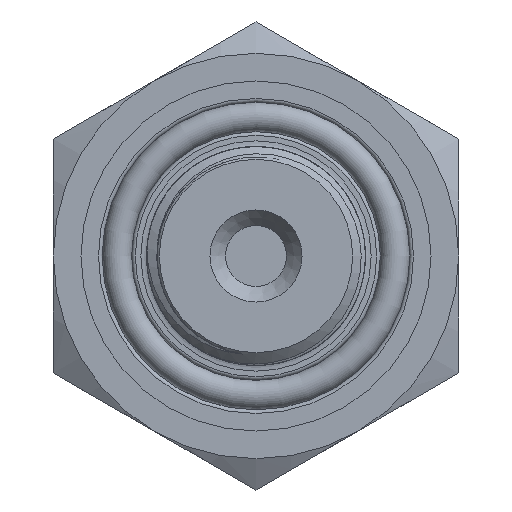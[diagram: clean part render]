
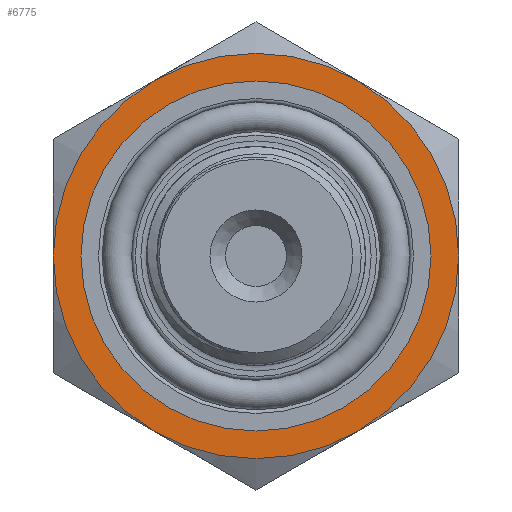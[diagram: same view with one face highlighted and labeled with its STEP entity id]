
A CAD part, left-side view. The second image highlights one B-rep face of the part: STEP entity #6775.
In plain terms, the highlighted planar face has unit normal (-1, 0, 0).
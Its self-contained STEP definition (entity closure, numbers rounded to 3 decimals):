
#346=FACE_BOUND('',#1197,.T.);
#393=PLANE('',#7000);
#780=FACE_OUTER_BOUND('',#1196,.T.);
#1196=EDGE_LOOP('',(#6230,#6231,#6232,#6233,#6234,#6235));
#1197=EDGE_LOOP('',(#6236));
#1267=CIRCLE('',#6931,11.);
#1268=CIRCLE('',#6933,11.);
#1269=CIRCLE('',#6935,11.);
#1270=CIRCLE('',#6937,11.);
#1271=CIRCLE('',#6939,11.);
#1272=CIRCLE('',#6941,11.);
#1301=CIRCLE('',#6999,9.5);
#3186=VERTEX_POINT('',#17465);
#3187=VERTEX_POINT('',#17469);
#3189=VERTEX_POINT('',#17476);
#3191=VERTEX_POINT('',#17486);
#3193=VERTEX_POINT('',#17499);
#3195=VERTEX_POINT('',#17509);
#3227=VERTEX_POINT('',#19038);
#4167=EDGE_CURVE('',#3186,#3187,#1267,.T.);
#4170=EDGE_CURVE('',#3189,#3186,#1268,.T.);
#4173=EDGE_CURVE('',#3191,#3189,#1269,.T.);
#4175=EDGE_CURVE('',#3193,#3191,#1270,.T.);
#4178=EDGE_CURVE('',#3195,#3193,#1271,.T.);
#4181=EDGE_CURVE('',#3187,#3195,#1272,.T.);
#4239=EDGE_CURVE('',#3227,#3227,#1301,.T.);
#6230=ORIENTED_EDGE('',*,*,#4181,.T.);
#6231=ORIENTED_EDGE('',*,*,#4178,.T.);
#6232=ORIENTED_EDGE('',*,*,#4175,.T.);
#6233=ORIENTED_EDGE('',*,*,#4173,.T.);
#6234=ORIENTED_EDGE('',*,*,#4170,.T.);
#6235=ORIENTED_EDGE('',*,*,#4167,.T.);
#6236=ORIENTED_EDGE('',*,*,#4239,.T.);
#6775=ADVANCED_FACE('',(#780,#346),#393,.T.);
#6931=AXIS2_PLACEMENT_3D('',#17473,#7573,#7574);
#6933=AXIS2_PLACEMENT_3D('',#17483,#7577,#7578);
#6935=AXIS2_PLACEMENT_3D('',#17493,#7581,#7582);
#6937=AXIS2_PLACEMENT_3D('',#17500,#7585,#7586);
#6939=AXIS2_PLACEMENT_3D('',#17510,#7589,#7590);
#6941=AXIS2_PLACEMENT_3D('',#17519,#7593,#7594);
#6999=AXIS2_PLACEMENT_3D('',#19039,#7719,#7720);
#7000=AXIS2_PLACEMENT_3D('',#19041,#7722,#7723);
#7573=DIRECTION('center_axis',(-1.,0.,0.));
#7574=DIRECTION('ref_axis',(0.,1.,0.));
#7577=DIRECTION('center_axis',(-1.,0.,0.));
#7578=DIRECTION('ref_axis',(0.,1.,0.));
#7581=DIRECTION('center_axis',(-1.,0.,0.));
#7582=DIRECTION('ref_axis',(0.,1.,0.));
#7585=DIRECTION('center_axis',(-1.,0.,0.));
#7586=DIRECTION('ref_axis',(0.,1.,0.));
#7589=DIRECTION('center_axis',(-1.,0.,0.));
#7590=DIRECTION('ref_axis',(0.,1.,0.));
#7593=DIRECTION('center_axis',(-1.,0.,0.));
#7594=DIRECTION('ref_axis',(0.,1.,0.));
#7719=DIRECTION('center_axis',(1.,0.,0.));
#7720=DIRECTION('ref_axis',(0.,0.,-1.));
#7722=DIRECTION('center_axis',(-1.,0.,0.));
#7723=DIRECTION('ref_axis',(0.,0.,1.));
#17465=CARTESIAN_POINT('',(-36.6,5.5,9.526));
#17469=CARTESIAN_POINT('',(-36.6,11.,0.));
#17473=CARTESIAN_POINT('Origin',(-36.6,0.,0.));
#17476=CARTESIAN_POINT('',(-36.6,-5.5,9.526));
#17483=CARTESIAN_POINT('Origin',(-36.6,0.,0.));
#17486=CARTESIAN_POINT('',(-36.6,-11.,0.));
#17493=CARTESIAN_POINT('Origin',(-36.6,0.,0.));
#17499=CARTESIAN_POINT('',(-36.6,-5.5,-9.526));
#17500=CARTESIAN_POINT('Origin',(-36.6,0.,0.));
#17509=CARTESIAN_POINT('',(-36.6,5.5,-9.526));
#17510=CARTESIAN_POINT('Origin',(-36.6,0.,0.));
#17519=CARTESIAN_POINT('Origin',(-36.6,0.,0.));
#19038=CARTESIAN_POINT('',(-36.6,-9.5,0.));
#19039=CARTESIAN_POINT('Origin',(-36.6,0.,0.));
#19041=CARTESIAN_POINT('Origin',(-36.6,11.,0.));
